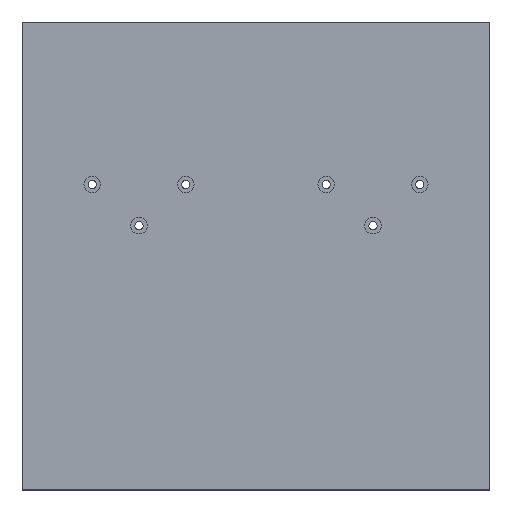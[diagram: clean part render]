
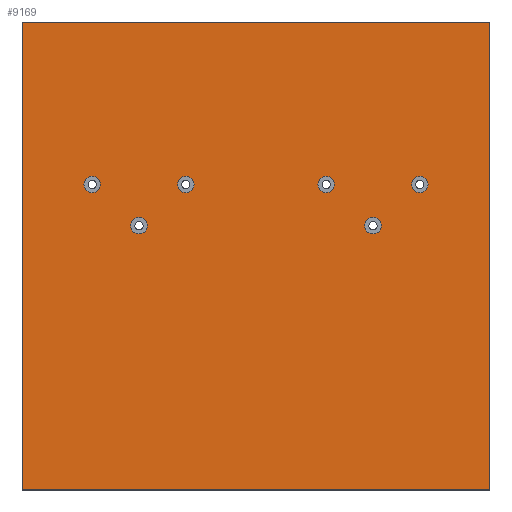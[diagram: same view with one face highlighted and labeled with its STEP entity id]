
A CAD part, top view. The second image highlights one B-rep face of the part: STEP entity #9169.
In plain terms, the highlighted planar face has unit normal (0, 0, 1).
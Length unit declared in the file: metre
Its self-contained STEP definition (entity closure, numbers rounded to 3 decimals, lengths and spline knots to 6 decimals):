
#280=CIRCLE('',#9732,0.003);
#281=CIRCLE('',#9733,0.003);
#282=CIRCLE('',#9734,0.003);
#283=CIRCLE('',#9735,0.003);
#284=CIRCLE('',#9736,0.003);
#285=CIRCLE('',#9737,0.003);
#1108=ORIENTED_EDGE('',*,*,#3904,.T.);
#1109=ORIENTED_EDGE('',*,*,#3905,.T.);
#1110=ORIENTED_EDGE('',*,*,#3906,.T.);
#1111=ORIENTED_EDGE('',*,*,#3907,.T.);
#1112=ORIENTED_EDGE('',*,*,#3908,.T.);
#1113=ORIENTED_EDGE('',*,*,#3909,.T.);
#1114=ORIENTED_EDGE('',*,*,#3910,.T.);
#1115=ORIENTED_EDGE('',*,*,#3911,.T.);
#1116=ORIENTED_EDGE('',*,*,#3912,.T.);
#1117=ORIENTED_EDGE('',*,*,#3913,.T.);
#3904=EDGE_CURVE('',#5302,#5302,#280,.T.);
#3905=EDGE_CURVE('',#5303,#5303,#281,.T.);
#3906=EDGE_CURVE('',#5304,#5304,#282,.T.);
#3907=EDGE_CURVE('',#5305,#5305,#283,.T.);
#3908=EDGE_CURVE('',#5306,#5306,#284,.T.);
#3909=EDGE_CURVE('',#5307,#5307,#285,.T.);
#3910=EDGE_CURVE('',#5308,#5309,#6065,.T.);
#3911=EDGE_CURVE('',#5309,#5310,#6066,.T.);
#3912=EDGE_CURVE('',#5310,#5311,#6067,.T.);
#3913=EDGE_CURVE('',#5311,#5308,#6068,.T.);
#5302=VERTEX_POINT('',#12857);
#5303=VERTEX_POINT('',#12859);
#5304=VERTEX_POINT('',#12861);
#5305=VERTEX_POINT('',#12863);
#5306=VERTEX_POINT('',#12865);
#5307=VERTEX_POINT('',#12867);
#5308=VERTEX_POINT('',#12869);
#5309=VERTEX_POINT('',#12870);
#5310=VERTEX_POINT('',#12872);
#5311=VERTEX_POINT('',#12874);
#6065=LINE('',#12868,#6985);
#6066=LINE('',#12871,#6986);
#6067=LINE('',#12873,#6987);
#6068=LINE('',#12875,#6988);
#6985=VECTOR('',#10371,1.);
#6986=VECTOR('',#10372,1.);
#6987=VECTOR('',#10373,1.);
#6988=VECTOR('',#10374,1.);
#7739=EDGE_LOOP('',(#1108));
#7740=EDGE_LOOP('',(#1109));
#7741=EDGE_LOOP('',(#1110));
#7742=EDGE_LOOP('',(#1111));
#7743=EDGE_LOOP('',(#1112));
#7744=EDGE_LOOP('',(#1113));
#7745=EDGE_LOOP('',(#1114,#1115,#1116,#1117));
#8331=FACE_BOUND('',#7739,.T.);
#8332=FACE_BOUND('',#7740,.T.);
#8333=FACE_BOUND('',#7741,.T.);
#8334=FACE_BOUND('',#7742,.T.);
#8335=FACE_BOUND('',#7743,.T.);
#8336=FACE_BOUND('',#7744,.T.);
#8337=FACE_BOUND('',#7745,.T.);
#8888=PLANE('',#9731);
#9169=ADVANCED_FACE('',(#8331,#8332,#8333,#8334,#8335,#8336,#8337),#8888,
 .T.);
#9731=AXIS2_PLACEMENT_3D('',#12855,#10357,#10358);
#9732=AXIS2_PLACEMENT_3D('',#12856,#10359,#10360);
#9733=AXIS2_PLACEMENT_3D('',#12858,#10361,#10362);
#9734=AXIS2_PLACEMENT_3D('',#12860,#10363,#10364);
#9735=AXIS2_PLACEMENT_3D('',#12862,#10365,#10366);
#9736=AXIS2_PLACEMENT_3D('',#12864,#10367,#10368);
#9737=AXIS2_PLACEMENT_3D('',#12866,#10369,#10370);
#10357=DIRECTION('',(0.,0.,1.));
#10358=DIRECTION('',(1.,0.,0.));
#10359=DIRECTION('',(0.,0.,-1.));
#10360=DIRECTION('',(-1.,0.,0.));
#10361=DIRECTION('',(0.,0.,-1.));
#10362=DIRECTION('',(-1.,0.,0.));
#10363=DIRECTION('',(0.,0.,-1.));
#10364=DIRECTION('',(-1.,0.,0.));
#10365=DIRECTION('',(0.,0.,-1.));
#10366=DIRECTION('',(-1.,0.,0.));
#10367=DIRECTION('',(0.,0.,-1.));
#10368=DIRECTION('',(-1.,0.,0.));
#10369=DIRECTION('',(0.,0.,-1.));
#10370=DIRECTION('',(-1.,0.,0.));
#10371=DIRECTION('',(0.,-1.,0.));
#10372=DIRECTION('',(1.,0.,0.));
#10373=DIRECTION('',(0.,1.,0.));
#10374=DIRECTION('',(-1.,0.,0.));
#12855=CARTESIAN_POINT('',(0.085,0.085,0.007));
#12856=CARTESIAN_POINT('',(0.1105,0.111,0.007));
#12857=CARTESIAN_POINT('',(0.1075,0.111,0.007));
#12858=CARTESIAN_POINT('',(0.0425,0.096,0.007));
#12859=CARTESIAN_POINT('',(0.0395,0.096,0.007));
#12860=CARTESIAN_POINT('',(0.0595,0.111,0.007));
#12861=CARTESIAN_POINT('',(0.0565,0.111,0.007));
#12862=CARTESIAN_POINT('',(0.1445,0.111,0.007));
#12863=CARTESIAN_POINT('',(0.1415,0.111,0.007));
#12864=CARTESIAN_POINT('',(0.0255,0.111,0.007));
#12865=CARTESIAN_POINT('',(0.0225,0.111,0.007));
#12866=CARTESIAN_POINT('',(0.1275,0.096,0.007));
#12867=CARTESIAN_POINT('',(0.1245,0.096,0.007));
#12868=CARTESIAN_POINT('',(0.,0.17,0.007));
#12869=CARTESIAN_POINT('',(0.,0.17,0.007));
#12870=CARTESIAN_POINT('',(0.,0.,0.007));
#12871=CARTESIAN_POINT('',(0.,0.,0.007));
#12872=CARTESIAN_POINT('',(0.17,0.,0.007));
#12873=CARTESIAN_POINT('',(0.17,0.,0.007));
#12874=CARTESIAN_POINT('',(0.17,0.17,0.007));
#12875=CARTESIAN_POINT('',(0.17,0.17,0.007));
